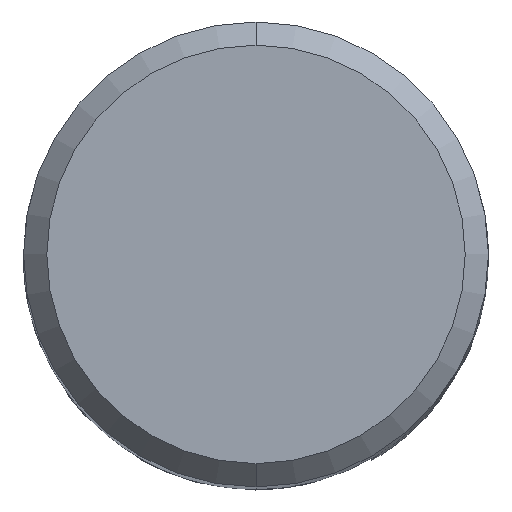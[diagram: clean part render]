
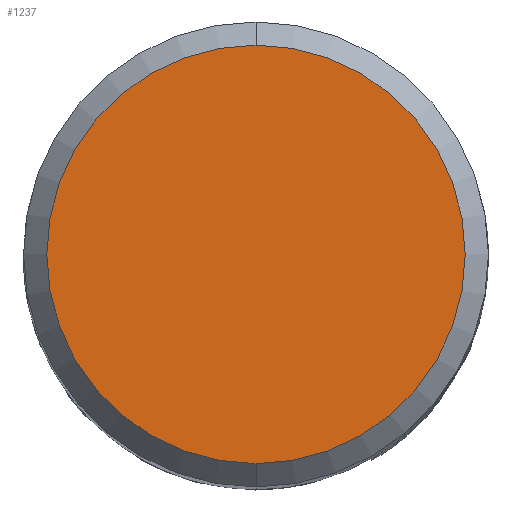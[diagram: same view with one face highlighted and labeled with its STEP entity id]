
A CAD part, top view. The second image highlights one B-rep face of the part: STEP entity #1237.
In plain terms, the highlighted planar face has unit normal (0, 0, 1).
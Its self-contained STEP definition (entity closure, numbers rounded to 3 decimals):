
#1035=VERTEX_POINT('',#2258);
#1091=EDGE_CURVE('',#1035,#1241,#2319,.T.);
#1237=ADVANCED_FACE('',(#2476),#2477,.T.);
#1241=VERTEX_POINT('',#2481);
#1621=EDGE_CURVE('',#1241,#1035,#2899,.T.);
#2258=CARTESIAN_POINT('',(0.0,7.2,0.0));
#2319=CIRCLE('',#5279,7.2);
#2476=FACE_OUTER_BOUND('',#5737,.T.);
#2477=PLANE('',#5738);
#2481=CARTESIAN_POINT('',(0.,-7.2,0.0));
#2899=CIRCLE('',#8361,7.2);
#5279=AXIS2_PLACEMENT_3D('',#10784,#10785,#10786);
#5737=EDGE_LOOP('',(#10955,#10956));
#5738=AXIS2_PLACEMENT_3D('',#10957,#10958,#10959);
#8361=AXIS2_PLACEMENT_3D('',#11433,#11434,#11435);
#10784=CARTESIAN_POINT('',(0.0,0.0,0.0));
#10785=DIRECTION('',(0.0,0.0,-1.0));
#10786=DIRECTION('',(0.0,1.0,0.0));
#10955=ORIENTED_EDGE('',*,*,#1091,.F.);
#10956=ORIENTED_EDGE('',*,*,#1621,.F.);
#10957=CARTESIAN_POINT('',(0.0,3.6,0.0));
#10958=DIRECTION('',(-0.0,0.0,1.0));
#10959=DIRECTION('',(0.0,-1.0,0.0));
#11433=CARTESIAN_POINT('',(0.0,0.0,0.0));
#11434=DIRECTION('',(0.0,0.0,-1.0));
#11435=DIRECTION('',(0.0,1.0,0.0));
